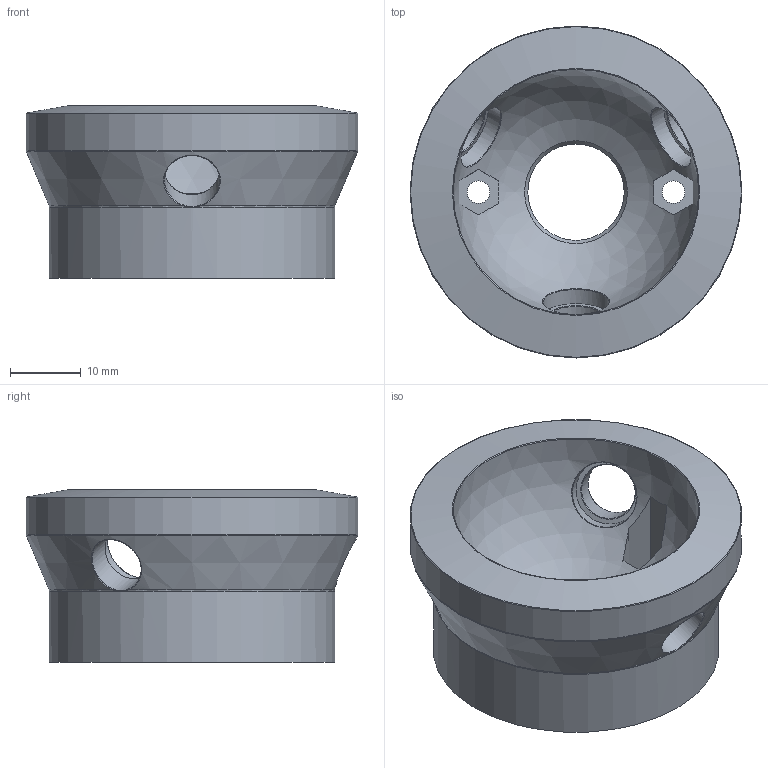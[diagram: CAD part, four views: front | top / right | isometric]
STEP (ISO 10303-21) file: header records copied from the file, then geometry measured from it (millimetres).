
FILE_DESCRIPTION(/* description */ (''),/* implementation_level */ '2;1');
FILE_NAME(/* name */ 'Trackball Mount Full.step',/* time_stamp */ '2023-08-28T17:12:50+01:00',/* author */ (''),/* organization */ (''),/* preprocessor_version */ 'ST-DEVELOPER v20',/* originating_system */ 'Autodesk Translation Framework v12.9.0.99',/* authorisation */ '');
FILE_SCHEMA (('AUTOMOTIVE_DESIGN { 1 0 10303 214 3 1 1 }'));
Length unit declared in the file: millimetre
Products named in the file (1): Trackball Mount Full
Bounding box: 47 x 47 x 24.44 mm (x, y, z)
Volume: 19266.4 mm3; surface area: 8085.6 mm2
Topology: 1 solids, 1 shells, 69 faces, 181 edges, 115 vertices
Faces by surface type: plane 27, cylinder 15, bspline 11, cone 8, torus 7, sphere 1
Full cylindrical faces by diameter (mm): 3.2 x2, 7.8 x3, 9.4 x3, 13.647 x1, 40.4 x1, 47 x1
Entity records: 3003 total; most frequent: CARTESIAN_POINT 1262, ORIENTED_EDGE 362, DIRECTION 353, EDGE_CURVE 181, AXIS2_PLACEMENT_3D 143, VERTEX_POINT 115, CIRCLE 84, EDGE_LOOP 82
